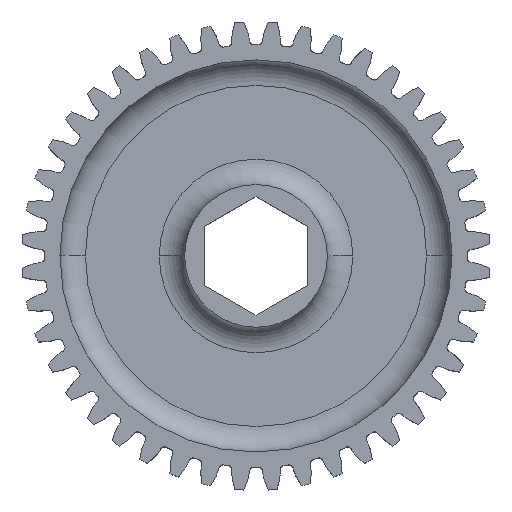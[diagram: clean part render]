
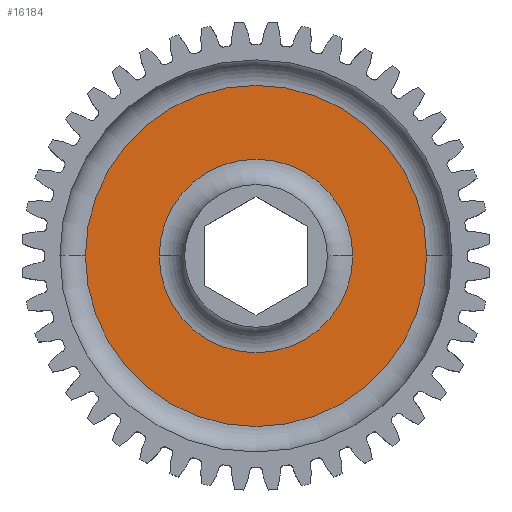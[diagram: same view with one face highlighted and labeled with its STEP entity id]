
A CAD part, top view. The second image highlights one B-rep face of the part: STEP entity #16184.
In plain terms, the highlighted planar face has unit normal (0, 0, 1).
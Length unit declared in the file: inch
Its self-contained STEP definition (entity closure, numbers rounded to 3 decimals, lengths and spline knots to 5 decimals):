
#316 = DIRECTION ( 'NONE',  ( 1., 0., 0. ) ) ;
#857 = CIRCLE ( 'NONE', #1671, 0.8375 ) ;
#1609 = DIRECTION ( 'NONE',  ( 1., 0., 0. ) ) ;
#1624 = DIRECTION ( 'NONE',  ( 0., 0., 1. ) ) ;
#1671 = AXIS2_PLACEMENT_3D ( 'NONE', #15487, #1624, #1857 ) ;
#1857 = DIRECTION ( 'NONE',  ( 1., 0., 0. ) ) ;
#2584 = CIRCLE ( 'NONE', #16225, 0.8375 ) ;
#2620 = DIRECTION ( 'NONE',  ( 1., 0., 0. ) ) ;
#2683 = CARTESIAN_POINT ( 'NONE',  ( 0., 0., 0.045 ) ) ;
#3026 = CARTESIAN_POINT ( 'NONE',  ( 0., 0., 0.045 ) ) ;
#3049 = CARTESIAN_POINT ( 'NONE',  ( 0., 0., 0.045 ) ) ;
#3215 = EDGE_CURVE ( 'NONE', #7674, #16170, #857, .T. ) ;
#3534 = ORIENTED_EDGE ( 'NONE', *, *, #3215, .T. ) ;
#4580 = AXIS2_PLACEMENT_3D ( 'NONE', #3049, #9845, #1609 ) ;
#4721 = EDGE_CURVE ( 'NONE', #6576, #5700, #17301, .T. ) ;
#5249 = FACE_BOUND ( 'NONE', #9399, .T. ) ;
#5570 = ORIENTED_EDGE ( 'NONE', *, *, #5790, .T. ) ;
#5609 = CARTESIAN_POINT ( 'NONE',  ( 0., 0., 0.045 ) ) ;
#5700 = VERTEX_POINT ( 'NONE', #9896 ) ;
#5790 = EDGE_CURVE ( 'NONE', #16170, #7674, #2584, .T. ) ;
#6576 = VERTEX_POINT ( 'NONE', #14238 ) ;
#7674 = VERTEX_POINT ( 'NONE', #11770 ) ;
#8339 = DIRECTION ( 'NONE',  ( 0., 0., -1. ) ) ;
#8936 = FACE_OUTER_BOUND ( 'NONE', #9659, .T. ) ;
#9105 = AXIS2_PLACEMENT_3D ( 'NONE', #3026, #12705, #316 ) ;
#9399 = EDGE_LOOP ( 'NONE', ( #11302, #11211 ) ) ;
#9659 = EDGE_LOOP ( 'NONE', ( #3534, #5570 ) ) ;
#9845 = DIRECTION ( 'NONE',  ( 0., 0., 1. ) ) ;
#9896 = CARTESIAN_POINT ( 'NONE',  ( 0.475, 0., 0.045 ) ) ;
#11211 = ORIENTED_EDGE ( 'NONE', *, *, #4721, .T. ) ;
#11302 = ORIENTED_EDGE ( 'NONE', *, *, #12137, .T. ) ;
#11770 = CARTESIAN_POINT ( 'NONE',  ( 0.8375, 0., 0.045 ) ) ;
#12137 = EDGE_CURVE ( 'NONE', #5700, #6576, #14344, .T. ) ;
#12350 = DIRECTION ( 'NONE',  ( 0., 0., 1. ) ) ;
#12420 = DIRECTION ( 'NONE',  ( 1., 0., 0. ) ) ;
#12674 = CARTESIAN_POINT ( 'NONE',  ( -0.8375, 0., 0.045 ) ) ;
#12705 = DIRECTION ( 'NONE',  ( 0., 0., -1. ) ) ;
#14238 = CARTESIAN_POINT ( 'NONE',  ( -0.475, 0., 0.045 ) ) ;
#14344 = CIRCLE ( 'NONE', #15433, 0.475 ) ;
#15433 = AXIS2_PLACEMENT_3D ( 'NONE', #5609, #8339, #12420 ) ;
#15487 = CARTESIAN_POINT ( 'NONE',  ( 0., 0., 0.045 ) ) ;
#16170 = VERTEX_POINT ( 'NONE', #12674 ) ;
#16184 = ADVANCED_FACE ( 'NONE', ( #8936, #5249 ), #16981, .T. ) ;
#16225 = AXIS2_PLACEMENT_3D ( 'NONE', #2683, #12350, #2620 ) ;
#16981 = PLANE ( 'NONE',  #4580 ) ;
#17301 = CIRCLE ( 'NONE', #9105, 0.475 ) ;
